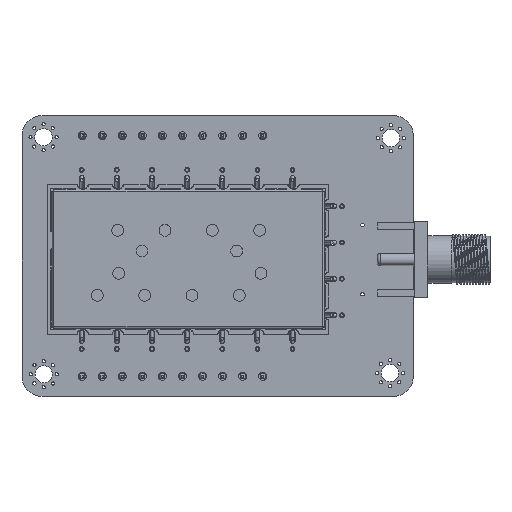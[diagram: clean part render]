
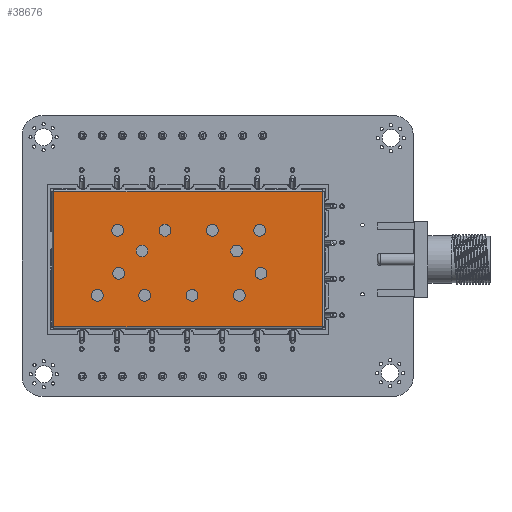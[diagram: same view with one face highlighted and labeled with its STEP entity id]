
A CAD part, top view. The second image highlights one B-rep face of the part: STEP entity #38676.
In plain terms, the highlighted planar face has unit normal (0, 0, 1).
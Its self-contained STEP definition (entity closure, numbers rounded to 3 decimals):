
#34769 = VERTEX_POINT('',#34770);
#34770 = CARTESIAN_POINT('',(8.318,3.667,3.15));
#34786 = EDGE_CURVE('',#34769,#34769,#34787,.T.);
#34787 = CIRCLE('',#34788,0.75);
#34788 = AXIS2_PLACEMENT_3D('',#34789,#34790,#34791);
#34789 = CARTESIAN_POINT('',(9.068,3.667,3.15));
#34790 = DIRECTION('',(0.,0.,-1.));
#34791 = DIRECTION('',(1.,0.,0.));
#34802 = VERTEX_POINT('',#34803);
#34803 = CARTESIAN_POINT('',(-6.261,-4.56,3.15));
#34819 = EDGE_CURVE('',#34802,#34802,#34820,.T.);
#34820 = CIRCLE('',#34821,0.75);
#34821 = AXIS2_PLACEMENT_3D('',#34822,#34823,#34824);
#34822 = CARTESIAN_POINT('',(-5.511,-4.56,3.15));
#34823 = DIRECTION('',(0.,0.,-1.));
#34824 = DIRECTION('',(1.,0.,0.));
#34835 = VERTEX_POINT('',#34836);
#34836 = CARTESIAN_POINT('',(-3.682,3.667,3.15));
#34852 = EDGE_CURVE('',#34835,#34835,#34853,.T.);
#34853 = CIRCLE('',#34854,0.75);
#34854 = AXIS2_PLACEMENT_3D('',#34855,#34856,#34857);
#34855 = CARTESIAN_POINT('',(-2.932,3.667,3.15));
#34856 = DIRECTION('',(0.,0.,-1.));
#34857 = DIRECTION('',(1.,0.,0.));
#34868 = VERTEX_POINT('',#34869);
#34869 = CARTESIAN_POINT('',(-6.598,1.034,3.15));
#34885 = EDGE_CURVE('',#34868,#34868,#34886,.T.);
#34886 = CIRCLE('',#34887,0.75);
#34887 = AXIS2_PLACEMENT_3D('',#34888,#34889,#34890);
#34888 = CARTESIAN_POINT('',(-5.848,1.034,3.15));
#34889 = DIRECTION('',(0.,0.,-1.));
#34890 = DIRECTION('',(1.,0.,0.));
#34901 = VERTEX_POINT('',#34902);
#34902 = CARTESIAN_POINT('',(-0.261,-4.56,3.15));
#34918 = EDGE_CURVE('',#34901,#34901,#34919,.T.);
#34919 = CIRCLE('',#34920,0.75);
#34920 = AXIS2_PLACEMENT_3D('',#34921,#34922,#34923);
#34921 = CARTESIAN_POINT('',(0.489,-4.56,3.15));
#34922 = DIRECTION('',(0.,0.,-1.));
#34923 = DIRECTION('',(1.,0.,0.));
#34934 = VERTEX_POINT('',#34935);
#34935 = CARTESIAN_POINT('',(8.469,-1.786,3.15));
#34951 = EDGE_CURVE('',#34934,#34934,#34952,.T.);
#34952 = CIRCLE('',#34953,0.75);
#34953 = AXIS2_PLACEMENT_3D('',#34954,#34955,#34956);
#34954 = CARTESIAN_POINT('',(9.219,-1.786,3.15));
#34955 = DIRECTION('',(0.,0.,-1.));
#34956 = DIRECTION('',(1.,0.,0.));
#34967 = VERTEX_POINT('',#34968);
#34968 = CARTESIAN_POINT('',(2.318,3.667,3.15));
#34984 = EDGE_CURVE('',#34967,#34967,#34985,.T.);
#34985 = CIRCLE('',#34986,0.75);
#34986 = AXIS2_PLACEMENT_3D('',#34987,#34988,#34989);
#34987 = CARTESIAN_POINT('',(3.068,3.667,3.15));
#34988 = DIRECTION('',(0.,0.,-1.));
#34989 = DIRECTION('',(1.,0.,0.));
#35000 = VERTEX_POINT('',#35001);
#35001 = CARTESIAN_POINT('',(-12.261,-4.56,3.15));
#35017 = EDGE_CURVE('',#35000,#35000,#35018,.T.);
#35018 = CIRCLE('',#35019,0.75);
#35019 = AXIS2_PLACEMENT_3D('',#35020,#35021,#35022);
#35020 = CARTESIAN_POINT('',(-11.511,-4.56,3.15));
#35021 = DIRECTION('',(0.,0.,-1.));
#35022 = DIRECTION('',(1.,0.,0.));
#35033 = VERTEX_POINT('',#35034);
#35034 = CARTESIAN_POINT('',(-9.682,3.667,3.15));
#35050 = EDGE_CURVE('',#35033,#35033,#35051,.T.);
#35051 = CIRCLE('',#35052,0.75);
#35052 = AXIS2_PLACEMENT_3D('',#35053,#35054,#35055);
#35053 = CARTESIAN_POINT('',(-8.932,3.667,3.15));
#35054 = DIRECTION('',(0.,0.,-1.));
#35055 = DIRECTION('',(1.,0.,0.));
#35066 = VERTEX_POINT('',#35067);
#35067 = CARTESIAN_POINT('',(-9.531,-1.786,3.15));
#35083 = EDGE_CURVE('',#35066,#35066,#35084,.T.);
#35084 = CIRCLE('',#35085,0.75);
#35085 = AXIS2_PLACEMENT_3D('',#35086,#35087,#35088);
#35086 = CARTESIAN_POINT('',(-8.781,-1.786,3.15));
#35087 = DIRECTION('',(0.,0.,-1.));
#35088 = DIRECTION('',(1.,0.,0.));
#35099 = VERTEX_POINT('',#35100);
#35100 = CARTESIAN_POINT('',(5.402,1.034,3.15));
#35116 = EDGE_CURVE('',#35099,#35099,#35117,.T.);
#35117 = CIRCLE('',#35118,0.75);
#35118 = AXIS2_PLACEMENT_3D('',#35119,#35120,#35121);
#35119 = CARTESIAN_POINT('',(6.152,1.034,3.15));
#35120 = DIRECTION('',(0.,0.,-1.));
#35121 = DIRECTION('',(1.,0.,0.));
#35132 = VERTEX_POINT('',#35133);
#35133 = CARTESIAN_POINT('',(5.739,-4.56,3.15));
#35149 = EDGE_CURVE('',#35132,#35132,#35150,.T.);
#35150 = CIRCLE('',#35151,0.75);
#35151 = AXIS2_PLACEMENT_3D('',#35152,#35153,#35154);
#35152 = CARTESIAN_POINT('',(6.489,-4.56,3.15));
#35153 = DIRECTION('',(0.,0.,-1.));
#35154 = DIRECTION('',(1.,0.,0.));
#37706 = VERTEX_POINT('',#37707);
#37707 = CARTESIAN_POINT('',(17.015,8.56,3.15));
#37714 = EDGE_CURVE('',#37715,#37706,#37717,.T.);
#37715 = VERTEX_POINT('',#37716);
#37716 = CARTESIAN_POINT('',(17.015,-8.56,3.15));
#37717 = LINE('',#37718,#37719);
#37718 = CARTESIAN_POINT('',(17.015,4.28,3.15));
#37719 = VECTOR('',#37720,1.);
#37720 = DIRECTION('',(0.,1.,0.));
#37954 = VERTEX_POINT('',#37955);
#37955 = CARTESIAN_POINT('',(-17.015,8.56,3.15));
#37962 = EDGE_CURVE('',#37706,#37954,#37963,.T.);
#37963 = LINE('',#37964,#37965);
#37964 = CARTESIAN_POINT('',(-8.508,8.56,3.15));
#37965 = VECTOR('',#37966,1.);
#37966 = DIRECTION('',(-1.,0.,0.));
#38205 = VERTEX_POINT('',#38206);
#38206 = CARTESIAN_POINT('',(-17.015,-8.56,3.15));
#38213 = EDGE_CURVE('',#37954,#38205,#38214,.T.);
#38214 = LINE('',#38215,#38216);
#38215 = CARTESIAN_POINT('',(-17.015,-4.28,3.15));
#38216 = VECTOR('',#38217,1.);
#38217 = DIRECTION('',(0.,-1.,0.));
#38463 = EDGE_CURVE('',#38205,#37715,#38464,.T.);
#38464 = LINE('',#38465,#38466);
#38465 = CARTESIAN_POINT('',(8.508,-8.56,3.15));
#38466 = VECTOR('',#38467,1.);
#38467 = DIRECTION('',(1.,0.,0.));
#38676 = ADVANCED_FACE('',(#38677,#38683,#38686,#38689,#38692,#38695,
    #38698,#38701,#38704,#38707,#38710,#38713,#38716),#38719,.F.);
#38677 = FACE_BOUND('',#38678,.T.);
#38678 = EDGE_LOOP('',(#38679,#38680,#38681,#38682));
#38679 = ORIENTED_EDGE('',*,*,#37714,.T.);
#38680 = ORIENTED_EDGE('',*,*,#37962,.T.);
#38681 = ORIENTED_EDGE('',*,*,#38213,.T.);
#38682 = ORIENTED_EDGE('',*,*,#38463,.T.);
#38683 = FACE_BOUND('',#38684,.T.);
#38684 = EDGE_LOOP('',(#38685));
#38685 = ORIENTED_EDGE('',*,*,#34786,.T.);
#38686 = FACE_BOUND('',#38687,.T.);
#38687 = EDGE_LOOP('',(#38688));
#38688 = ORIENTED_EDGE('',*,*,#34819,.T.);
#38689 = FACE_BOUND('',#38690,.T.);
#38690 = EDGE_LOOP('',(#38691));
#38691 = ORIENTED_EDGE('',*,*,#34852,.T.);
#38692 = FACE_BOUND('',#38693,.T.);
#38693 = EDGE_LOOP('',(#38694));
#38694 = ORIENTED_EDGE('',*,*,#34885,.T.);
#38695 = FACE_BOUND('',#38696,.T.);
#38696 = EDGE_LOOP('',(#38697));
#38697 = ORIENTED_EDGE('',*,*,#34918,.T.);
#38698 = FACE_BOUND('',#38699,.T.);
#38699 = EDGE_LOOP('',(#38700));
#38700 = ORIENTED_EDGE('',*,*,#34951,.T.);
#38701 = FACE_BOUND('',#38702,.T.);
#38702 = EDGE_LOOP('',(#38703));
#38703 = ORIENTED_EDGE('',*,*,#34984,.T.);
#38704 = FACE_BOUND('',#38705,.T.);
#38705 = EDGE_LOOP('',(#38706));
#38706 = ORIENTED_EDGE('',*,*,#35017,.T.);
#38707 = FACE_BOUND('',#38708,.T.);
#38708 = EDGE_LOOP('',(#38709));
#38709 = ORIENTED_EDGE('',*,*,#35050,.T.);
#38710 = FACE_BOUND('',#38711,.T.);
#38711 = EDGE_LOOP('',(#38712));
#38712 = ORIENTED_EDGE('',*,*,#35083,.T.);
#38713 = FACE_BOUND('',#38714,.T.);
#38714 = EDGE_LOOP('',(#38715));
#38715 = ORIENTED_EDGE('',*,*,#35116,.T.);
#38716 = FACE_BOUND('',#38717,.T.);
#38717 = EDGE_LOOP('',(#38718));
#38718 = ORIENTED_EDGE('',*,*,#35149,.T.);
#38719 = PLANE('',#38720);
#38720 = AXIS2_PLACEMENT_3D('',#38721,#38722,#38723);
#38721 = CARTESIAN_POINT('',(0.,0.,3.15
    ));
#38722 = DIRECTION('',(0.,0.,-1.));
#38723 = DIRECTION('',(1.,0.,0.));
